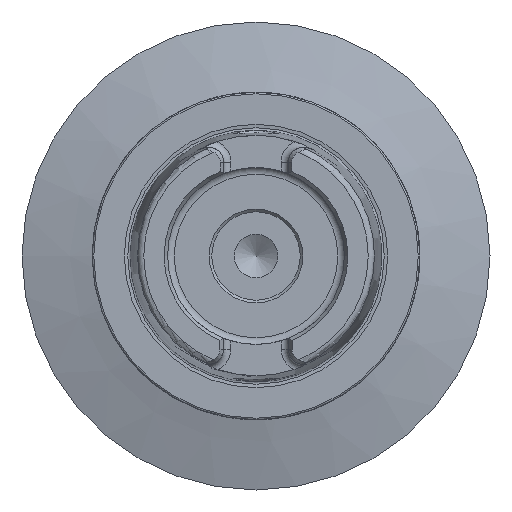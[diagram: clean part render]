
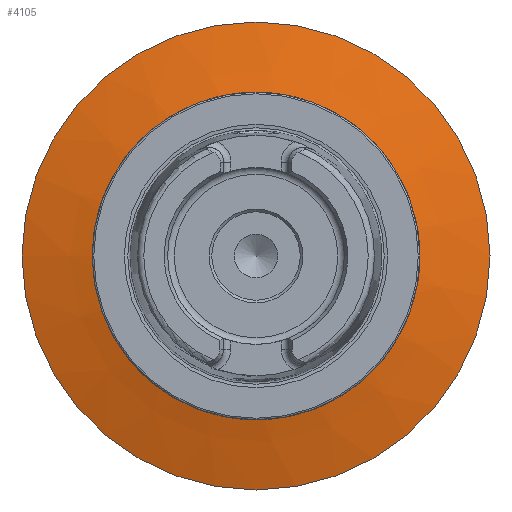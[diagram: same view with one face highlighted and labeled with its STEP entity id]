
A CAD part, left-side view. The second image highlights one B-rep face of the part: STEP entity #4105.
In plain terms, the highlighted conical face has half-angle 75 degrees and reference radius 45 mm.
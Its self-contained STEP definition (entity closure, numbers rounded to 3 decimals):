
#57 = AXIS2_PLACEMENT_3D ( 'NONE', #4440, #525, #3011 ) ;
#97 = CARTESIAN_POINT ( 'NONE',  ( 47.091, 45., 0. ) ) ;
#346 = ORIENTED_EDGE ( 'NONE', *, *, #4343, .F. ) ;
#442 = ORIENTED_EDGE ( 'NONE', *, *, #656, .T. ) ;
#525 = DIRECTION ( 'NONE',  ( 1., 0., 0. ) ) ;
#654 = CARTESIAN_POINT ( 'NONE',  ( 47.091, 0., 0. ) ) ;
#656 = EDGE_CURVE ( 'NONE', #4158, #4158, #1723, .T. ) ;
#1180 = DIRECTION ( 'NONE',  ( 1., 0., 0. ) ) ;
#1286 = EDGE_LOOP ( 'NONE', ( #442 ) ) ;
#1701 = FACE_OUTER_BOUND ( 'NONE', #3385, .T. ) ;
#1723 = CIRCLE ( 'NONE', #2307, 26.741 ) ;
#2304 = DIRECTION ( 'NONE',  ( 0., -1., 0. ) ) ;
#2307 = AXIS2_PLACEMENT_3D ( 'NONE', #2965, #1180, #2304 ) ;
#2888 = AXIS2_PLACEMENT_3D ( 'NONE', #654, #3480, #4217 ) ;
#2965 = CARTESIAN_POINT ( 'NONE',  ( 42.199, 0., 0. ) ) ;
#2988 = CONICAL_SURFACE ( 'NONE', #57, 45., 1.309 ) ;
#3011 = DIRECTION ( 'NONE',  ( 0., 1., 0. ) ) ;
#3046 = VERTEX_POINT ( 'NONE', #97 ) ;
#3385 = EDGE_LOOP ( 'NONE', ( #346 ) ) ;
#3480 = DIRECTION ( 'NONE',  ( 1., 0., 0. ) ) ;
#3539 = CIRCLE ( 'NONE', #2888, 45. ) ;
#3708 = FACE_BOUND ( 'NONE', #1286, .T. ) ;
#3963 = CARTESIAN_POINT ( 'NONE',  ( 42.199, -26.741, 0. ) ) ;
#4105 = ADVANCED_FACE ( 'NONE', ( #3708, #1701 ), #2988, .T. ) ;
#4158 = VERTEX_POINT ( 'NONE', #3963 ) ;
#4217 = DIRECTION ( 'NONE',  ( 0., 1., 0. ) ) ;
#4343 = EDGE_CURVE ( 'NONE', #3046, #3046, #3539, .T. ) ;
#4440 = CARTESIAN_POINT ( 'NONE',  ( 47.091, 0., 0. ) ) ;
